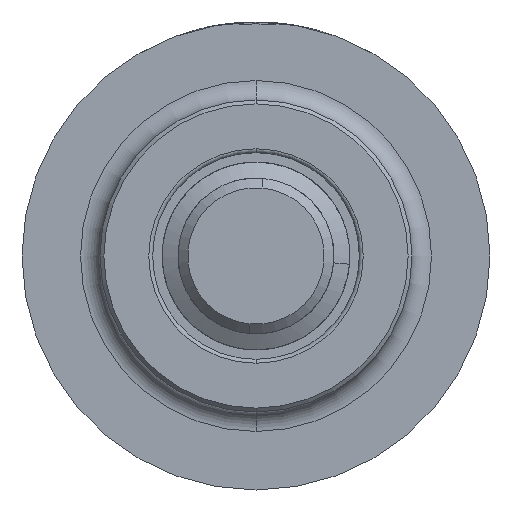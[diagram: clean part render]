
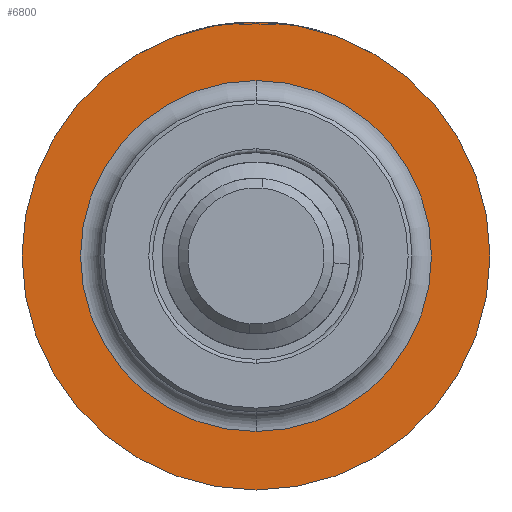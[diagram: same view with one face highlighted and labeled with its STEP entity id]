
A CAD part, front view. The second image highlights one B-rep face of the part: STEP entity #6800.
In plain terms, the highlighted planar face has unit normal (0, -1, 0).
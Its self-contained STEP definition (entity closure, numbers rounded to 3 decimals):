
#278 = VERTEX_POINT ( 'NONE', #4040 ) ;
#409 = CARTESIAN_POINT ( 'NONE',  ( 0., 9.42, 0. ) ) ;
#439 = PLANE ( 'NONE',  #5985 ) ;
#564 = FACE_OUTER_BOUND ( 'NONE', #2608, .T. ) ;
#774 = VERTEX_POINT ( 'NONE', #7971 ) ;
#994 = DIRECTION ( 'NONE',  ( 0., -1., 0. ) ) ;
#1449 = AXIS2_PLACEMENT_3D ( 'NONE', #3448, #6506, #3504 ) ;
#1496 = EDGE_LOOP ( 'NONE', ( #4450, #6311 ) ) ;
#1650 = CARTESIAN_POINT ( 'NONE',  ( 0., 9.42, 0. ) ) ;
#1705 = CARTESIAN_POINT ( 'NONE',  ( 9., 9.42, 0. ) ) ;
#2149 = CARTESIAN_POINT ( 'NONE',  ( 0., 9.42, 0. ) ) ;
#2170 = CIRCLE ( 'NONE', #2405, 12. ) ;
#2246 = DIRECTION ( 'NONE',  ( 0., 0., -1. ) ) ;
#2247 = DIRECTION ( 'NONE',  ( 0., -1., 0. ) ) ;
#2289 = VERTEX_POINT ( 'NONE', #2325 ) ;
#2325 = CARTESIAN_POINT ( 'NONE',  ( 0., 9.42, 9. ) ) ;
#2405 = AXIS2_PLACEMENT_3D ( 'NONE', #1650, #994, #7146 ) ;
#2608 = EDGE_LOOP ( 'NONE', ( #5459, #3885 ) ) ;
#3109 = EDGE_CURVE ( 'NONE', #2289, #774, #3735, .T. ) ;
#3448 = CARTESIAN_POINT ( 'NONE',  ( 0., 9.42, 0. ) ) ;
#3504 = DIRECTION ( 'NONE',  ( 0., 0., -1. ) ) ;
#3627 = CIRCLE ( 'NONE', #7938, 12. ) ;
#3735 = CIRCLE ( 'NONE', #4807, 9. ) ;
#3813 = EDGE_CURVE ( 'NONE', #278, #5919, #2170, .T. ) ;
#3885 = ORIENTED_EDGE ( 'NONE', *, *, #3813, .T. ) ;
#4040 = CARTESIAN_POINT ( 'NONE',  ( 0., 9.42, 12. ) ) ;
#4204 = CIRCLE ( 'NONE', #1449, 9. ) ;
#4206 = DIRECTION ( 'NONE',  ( 0., 0., -1. ) ) ;
#4450 = ORIENTED_EDGE ( 'NONE', *, *, #6094, .F. ) ;
#4807 = AXIS2_PLACEMENT_3D ( 'NONE', #2149, #2247, #6555 ) ;
#5342 = DIRECTION ( 'NONE',  ( 0., -1., 0. ) ) ;
#5459 = ORIENTED_EDGE ( 'NONE', *, *, #5933, .T. ) ;
#5919 = VERTEX_POINT ( 'NONE', #7735 ) ;
#5933 = EDGE_CURVE ( 'NONE', #5919, #278, #3627, .T. ) ;
#5985 = AXIS2_PLACEMENT_3D ( 'NONE', #1705, #5992, #4206 ) ;
#5992 = DIRECTION ( 'NONE',  ( 0., -1., 0. ) ) ;
#6094 = EDGE_CURVE ( 'NONE', #774, #2289, #4204, .T. ) ;
#6311 = ORIENTED_EDGE ( 'NONE', *, *, #3109, .F. ) ;
#6506 = DIRECTION ( 'NONE',  ( 0., -1., 0. ) ) ;
#6555 = DIRECTION ( 'NONE',  ( 0., 0., -1. ) ) ;
#6800 = ADVANCED_FACE ( 'NONE', ( #564, #7980 ), #439, .T. ) ;
#7146 = DIRECTION ( 'NONE',  ( 0., 0., -1. ) ) ;
#7735 = CARTESIAN_POINT ( 'NONE',  ( 0., 9.42, -12. ) ) ;
#7938 = AXIS2_PLACEMENT_3D ( 'NONE', #409, #5342, #2246 ) ;
#7971 = CARTESIAN_POINT ( 'NONE',  ( 0., 9.42, -9. ) ) ;
#7980 = FACE_BOUND ( 'NONE', #1496, .T. ) ;
